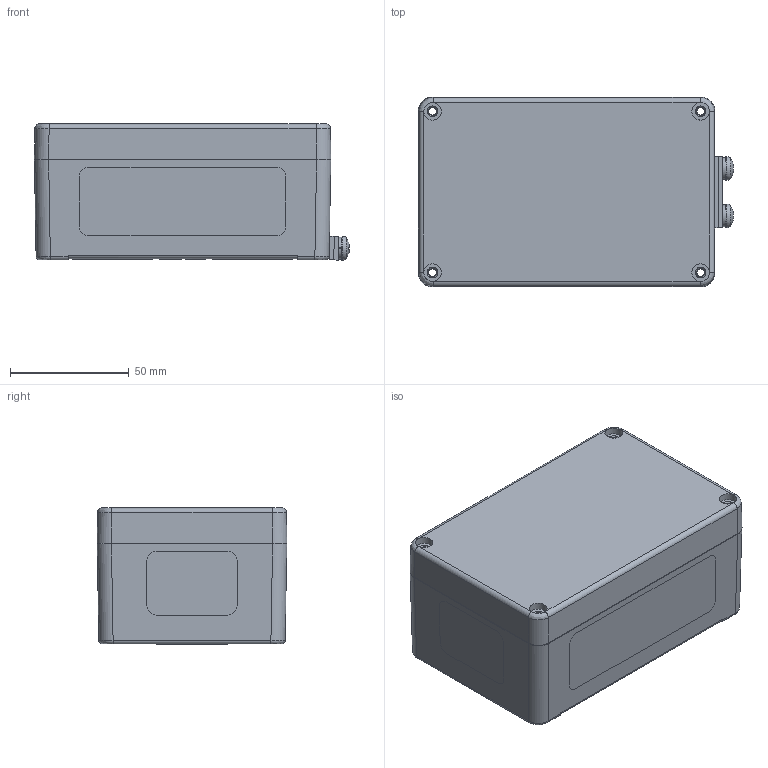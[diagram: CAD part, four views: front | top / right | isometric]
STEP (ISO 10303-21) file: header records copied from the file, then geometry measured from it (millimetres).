
FILE_DESCRIPTION((''),'2;1');
FILE_NAME('MBA Ex- 128055.stp','2011-12-21T13:24:27',('stefan.grimm'),(''),'Autodesk Inventor 2012','Autodesk Inventor 2012','');
FILE_SCHEMA(('AUTOMOTIVE_DESIGN { 1 0 10303 214 1 1 1 1 }'));
Length unit declared in the file: millimetre
Products named in the file (8): MBA Ex- 128055; OT-128055; MBA UT 128055 Aussenerde; Aussenerde m5 2; Aussenerde groß; AS 1968 5; NF EN 28744 - ersetzt durch NF EN ISO 8744 2 x 8; AS 1427 H - Metrisch M5 x 16
Assembly tree (10 placements, depth 3):
  MBA Ex- 128055
    OT-128055
    MBA UT 128055 Aussenerde
    Aussenerde m5 2
      Aussenerde groß  x2
      AS 1968 5  x2
      NF EN 28744 - ersetzt durch NF EN ISO 8744 2 x 8
      AS 1427 H - Metrisch M5 x 16  x2
Bounding box: 132.92 x 80 x 57.42 mm (x, y, z)
Volume: 158065.3 mm3; surface area: 91680.8 mm2
Topology: 9 solids, 9 shells, 1046 faces, 2649 edges, 1694 vertices
Faces by surface type: plane 451, bspline 276, cylinder 171, cone 82, torus 60, sphere 6
Full cylindrical faces by diameter (mm): 2 x3, 3.242 x11, 3.5 x6, 4.134 x2, 4.4 x4, 4.51 x2, 5 x2, 5.5 x4, 7.4 x4, 8 x2, 8.5 x2
Entity records: 37881 total; most frequent: CARTESIAN_POINT 15412, ORIENTED_EDGE 4836, DIRECTION 3956, EDGE_CURVE 2418, VERTEX_POINT 1591, AXIS2_PLACEMENT_3D 1325, VECTOR 1306, LINE 1306
